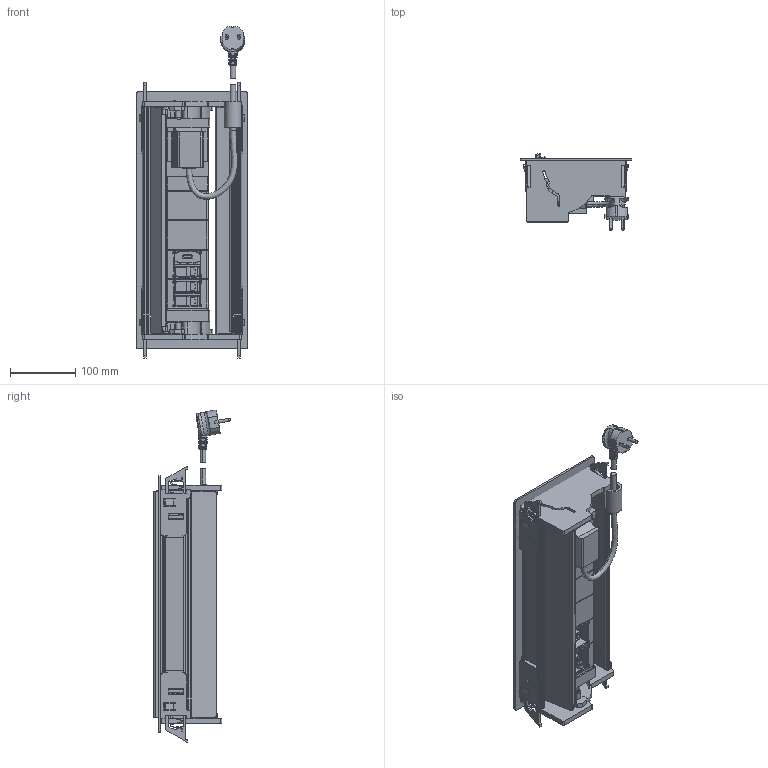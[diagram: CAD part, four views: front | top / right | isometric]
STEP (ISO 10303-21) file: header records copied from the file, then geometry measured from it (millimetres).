
FILE_DESCRIPTION(('CATIA V5 STEP Exchange','CAx-IF Rec.Pracs.--- Model Styling and Organization---1.5--- 2016-08-15','CAx-IF Rec.Pracs.---Supplemental Geometry---1.0---2011-11-01','CAx-IF Rec.Pracs.--- Composite Materials ---1.1---2010-07-15'),'2;1');
FILE_NAME('LG-654853_AllCATPart.stp','2023-04-28T07:08:04+00:00',('none'),('none'),'CATIA Version 5-6 Release 2020 SP3','CATIA V5 STEP AP214 v2','none');
FILE_SCHEMA(('AUTOMOTIVE_DESIGN { 1 0 10303 214 1 1 1 1 }'));
Products named in the file (1): LG-654853_AllCATPart
Bounding box: 170 x 117.76 x 507.49 mm (x, y, z)
Volume: 1087158.9 mm3; surface area: 762507.7 mm2
Topology: 62 solids, 62 shells, 3094 faces, 8321 edges, 5389 vertices
Faces by surface type: plane 1995, cylinder 864, bspline 73, torus 59, sphere 58, extrusion 28, cone 15, revolution 2
Entity records: 98333 total; most frequent: CARTESIAN_POINT 24562, ORIENTED_EDGE 16526, DIRECTION 12648, EDGE_CURVE 8263, VECTOR 6035, LINE 6007, VERTEX_POINT 5389, AXIS2_PLACEMENT_3D 4074
